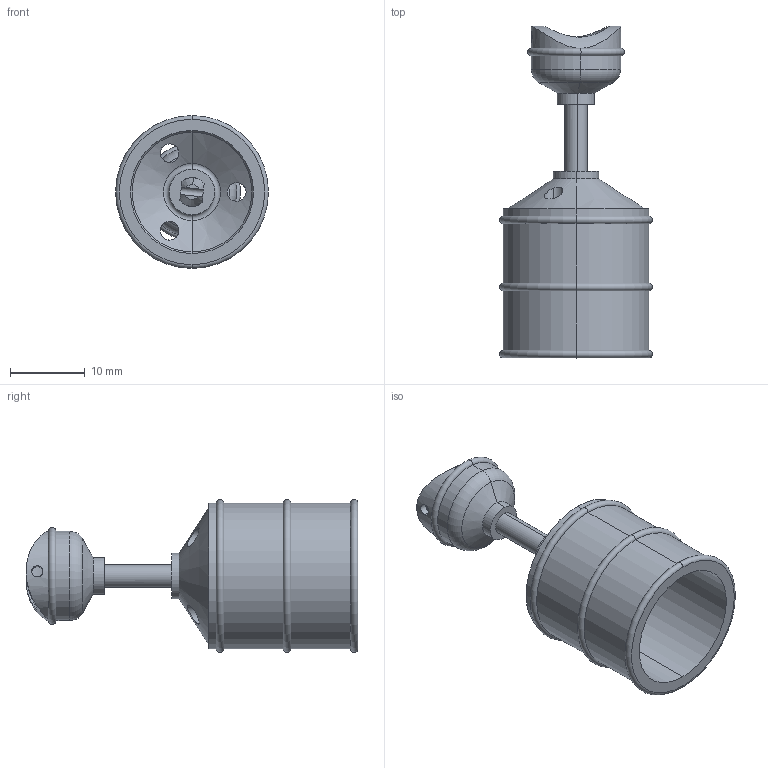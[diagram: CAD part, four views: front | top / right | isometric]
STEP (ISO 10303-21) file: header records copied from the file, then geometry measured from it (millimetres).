
FILE_DESCRIPTION (( 'STEP AP203' ), '1' );
FILE_NAME ('20093.STEP', '2014-04-14T00:45:48', ( 'Nicholas Morozovsky' ), ( '' ), 'SwSTEP 2.0', 'SolidWorks 2012', '' );
FILE_SCHEMA (( 'CONFIG_CONTROL_DESIGN' ));
Length unit declared in the file: millimetre
Products named in the file (1): 20093
Bounding box: 20.5 x 44.51 x 20.5 mm (x, y, z)
Volume: 2865.7 mm3; surface area: 4092.7 mm2
Topology: 2 solids, 2 shells, 87 faces, 191 edges, 114 vertices
Faces by surface type: cylinder 38, torus 21, cone 14, plane 14
Entity records: 3001 total; most frequent: CARTESIAN_POINT 1019, DIRECTION 412, ORIENTED_EDGE 382, EDGE_CURVE 191, AXIS2_PLACEMENT_3D 179, VERTEX_POINT 114, EDGE_LOOP 101, CIRCLE 91
